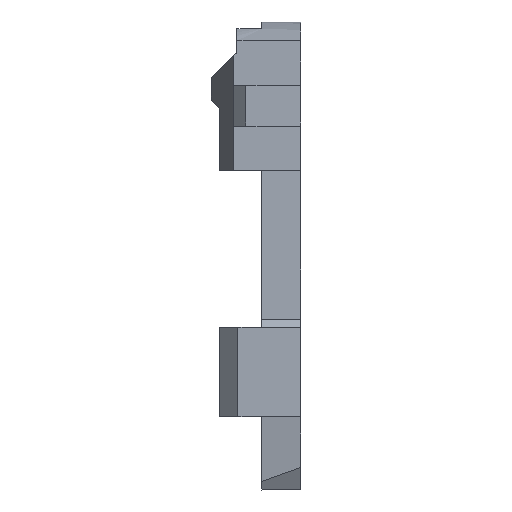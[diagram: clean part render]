
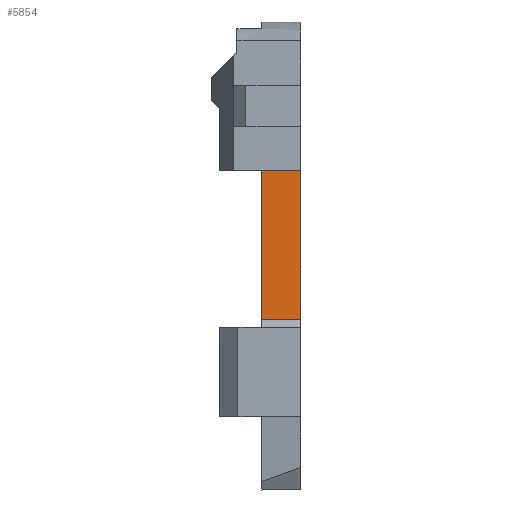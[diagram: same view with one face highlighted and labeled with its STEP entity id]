
A CAD part, left-side view. The second image highlights one B-rep face of the part: STEP entity #5854.
In plain terms, the highlighted planar face has unit normal (-1, 0, 0).
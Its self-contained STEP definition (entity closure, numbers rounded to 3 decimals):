
#169 = PLANE('',#170);
#170 = AXIS2_PLACEMENT_3D('',#171,#172,#173);
#171 = CARTESIAN_POINT('',(-0.066,13.242,
    39.4));
#172 = DIRECTION('',(0.,-1.,0.));
#173 = DIRECTION('',(1.,0.,0.));
#1329 = VERTEX_POINT('',#1330);
#1330 = CARTESIAN_POINT('',(-11.192,13.242,
    46.819));
#1344 = PLANE('',#1345);
#1345 = AXIS2_PLACEMENT_3D('',#1346,#1347,#1348);
#1346 = CARTESIAN_POINT('',(-18.514,17.792,
    46.819));
#1347 = DIRECTION('',(0.,0.,-1.));
#1348 = DIRECTION('',(0.,1.,0.));
#1356 = EDGE_CURVE('',#1329,#1357,#1359,.T.);
#1357 = VERTEX_POINT('',#1358);
#1358 = CARTESIAN_POINT('',(-11.192,13.242,
    28.586));
#1359 = SURFACE_CURVE('',#1360,(#1364,#1371),.PCURVE_S1.);
#1360 = LINE('',#1361,#1362);
#1361 = CARTESIAN_POINT('',(-11.192,13.242,
    46.819));
#1362 = VECTOR('',#1363,1.);
#1363 = DIRECTION('',(0.,0.,-1.));
#1364 = PCURVE('',#169,#1365);
#1365 = DEFINITIONAL_REPRESENTATION('',(#1366),#1370);
#1366 = LINE('',#1367,#1368);
#1367 = CARTESIAN_POINT('',(-11.126,7.419));
#1368 = VECTOR('',#1369,1.);
#1369 = DIRECTION('',(0.,-1.));
#1370 = ( GEOMETRIC_REPRESENTATION_CONTEXT(2) 
PARAMETRIC_REPRESENTATION_CONTEXT() REPRESENTATION_CONTEXT('2D SPACE',''
  ) );
#1371 = PCURVE('',#1372,#1377);
#1372 = PLANE('',#1373);
#1373 = AXIS2_PLACEMENT_3D('',#1374,#1375,#1376);
#1374 = CARTESIAN_POINT('',(-11.192,13.242,
    46.819));
#1375 = DIRECTION('',(1.,0.,0.));
#1376 = DIRECTION('',(0.,0.,1.));
#1377 = DEFINITIONAL_REPRESENTATION('',(#1378),#1382);
#1378 = LINE('',#1379,#1380);
#1379 = CARTESIAN_POINT('',(0.,0.));
#1380 = VECTOR('',#1381,1.);
#1381 = DIRECTION('',(-1.,0.));
#1382 = ( GEOMETRIC_REPRESENTATION_CONTEXT(2) 
PARAMETRIC_REPRESENTATION_CONTEXT() REPRESENTATION_CONTEXT('2D SPACE',''
  ) );
#1400 = PLANE('',#1401);
#1401 = AXIS2_PLACEMENT_3D('',#1402,#1403,#1404);
#1402 = CARTESIAN_POINT('',(-11.192,13.242,
    28.586));
#1403 = DIRECTION('',(0.707,0.,-0.707));
#1404 = DIRECTION('',(0.707,0.,0.707));
#2489 = PLANE('',#2490);
#2490 = AXIS2_PLACEMENT_3D('',#2491,#2492,#2493);
#2491 = CARTESIAN_POINT('',(-0.066,18.041,
    31.036));
#2492 = DIRECTION('',(0.,1.,0.));
#2493 = DIRECTION('',(0.,0.,-1.));
#5393 = VERTEX_POINT('',#5394);
#5394 = CARTESIAN_POINT('',(-11.192,18.041,
    46.819));
#5415 = EDGE_CURVE('',#1329,#5393,#5416,.T.);
#5416 = SURFACE_CURVE('',#5417,(#5421,#5428),.PCURVE_S1.);
#5417 = LINE('',#5418,#5419);
#5418 = CARTESIAN_POINT('',(-11.192,13.242,
    46.819));
#5419 = VECTOR('',#5420,1.);
#5420 = DIRECTION('',(0.,1.,0.));
#5421 = PCURVE('',#1344,#5422);
#5422 = DEFINITIONAL_REPRESENTATION('',(#5423),#5427);
#5423 = LINE('',#5424,#5425);
#5424 = CARTESIAN_POINT('',(-4.55,7.322));
#5425 = VECTOR('',#5426,1.);
#5426 = DIRECTION('',(1.,0.));
#5427 = ( GEOMETRIC_REPRESENTATION_CONTEXT(2) 
PARAMETRIC_REPRESENTATION_CONTEXT() REPRESENTATION_CONTEXT('2D SPACE',''
  ) );
#5428 = PCURVE('',#1372,#5429);
#5429 = DEFINITIONAL_REPRESENTATION('',(#5430),#5434);
#5430 = LINE('',#5431,#5432);
#5431 = CARTESIAN_POINT('',(-0.,0.));
#5432 = VECTOR('',#5433,1.);
#5433 = DIRECTION('',(0.,-1.));
#5434 = ( GEOMETRIC_REPRESENTATION_CONTEXT(2) 
PARAMETRIC_REPRESENTATION_CONTEXT() REPRESENTATION_CONTEXT('2D SPACE',''
  ) );
#5854 = ADVANCED_FACE('',(#5855),#1372,.F.);
#5855 = FACE_BOUND('',#5856,.T.);
#5856 = EDGE_LOOP('',(#5857,#5858,#5859,#5882));
#5857 = ORIENTED_EDGE('',*,*,#1356,.F.);
#5858 = ORIENTED_EDGE('',*,*,#5415,.T.);
#5859 = ORIENTED_EDGE('',*,*,#5860,.F.);
#5860 = EDGE_CURVE('',#5861,#5393,#5863,.T.);
#5861 = VERTEX_POINT('',#5862);
#5862 = CARTESIAN_POINT('',(-11.192,18.041,
    28.586));
#5863 = SURFACE_CURVE('',#5864,(#5868,#5875),.PCURVE_S1.);
#5864 = LINE('',#5865,#5866);
#5865 = CARTESIAN_POINT('',(-11.192,18.041,
    57.651));
#5866 = VECTOR('',#5867,1.);
#5867 = DIRECTION('',(0.,0.,1.));
#5868 = PCURVE('',#1372,#5869);
#5869 = DEFINITIONAL_REPRESENTATION('',(#5870),#5874);
#5870 = LINE('',#5871,#5872);
#5871 = CARTESIAN_POINT('',(10.833,-4.8));
#5872 = VECTOR('',#5873,1.);
#5873 = DIRECTION('',(1.,0.));
#5874 = ( GEOMETRIC_REPRESENTATION_CONTEXT(2) 
PARAMETRIC_REPRESENTATION_CONTEXT() REPRESENTATION_CONTEXT('2D SPACE',''
  ) );
#5875 = PCURVE('',#2489,#5876);
#5876 = DEFINITIONAL_REPRESENTATION('',(#5877),#5881);
#5877 = LINE('',#5878,#5879);
#5878 = CARTESIAN_POINT('',(-26.615,11.126));
#5879 = VECTOR('',#5880,1.);
#5880 = DIRECTION('',(-1.,0.));
#5881 = ( GEOMETRIC_REPRESENTATION_CONTEXT(2) 
PARAMETRIC_REPRESENTATION_CONTEXT() REPRESENTATION_CONTEXT('2D SPACE',''
  ) );
#5882 = ORIENTED_EDGE('',*,*,#5883,.F.);
#5883 = EDGE_CURVE('',#1357,#5861,#5884,.T.);
#5884 = SURFACE_CURVE('',#5885,(#5889,#5896),.PCURVE_S1.);
#5885 = LINE('',#5886,#5887);
#5886 = CARTESIAN_POINT('',(-11.192,13.242,
    28.586));
#5887 = VECTOR('',#5888,1.);
#5888 = DIRECTION('',(0.,1.,0.));
#5889 = PCURVE('',#1372,#5890);
#5890 = DEFINITIONAL_REPRESENTATION('',(#5891),#5895);
#5891 = LINE('',#5892,#5893);
#5892 = CARTESIAN_POINT('',(-18.233,0.));
#5893 = VECTOR('',#5894,1.);
#5894 = DIRECTION('',(0.,-1.));
#5895 = ( GEOMETRIC_REPRESENTATION_CONTEXT(2) 
PARAMETRIC_REPRESENTATION_CONTEXT() REPRESENTATION_CONTEXT('2D SPACE',''
  ) );
#5896 = PCURVE('',#1400,#5897);
#5897 = DEFINITIONAL_REPRESENTATION('',(#5898),#5902);
#5898 = LINE('',#5899,#5900);
#5899 = CARTESIAN_POINT('',(0.,-0.));
#5900 = VECTOR('',#5901,1.);
#5901 = DIRECTION('',(0.,-1.));
#5902 = ( GEOMETRIC_REPRESENTATION_CONTEXT(2) 
PARAMETRIC_REPRESENTATION_CONTEXT() REPRESENTATION_CONTEXT('2D SPACE',''
  ) );
